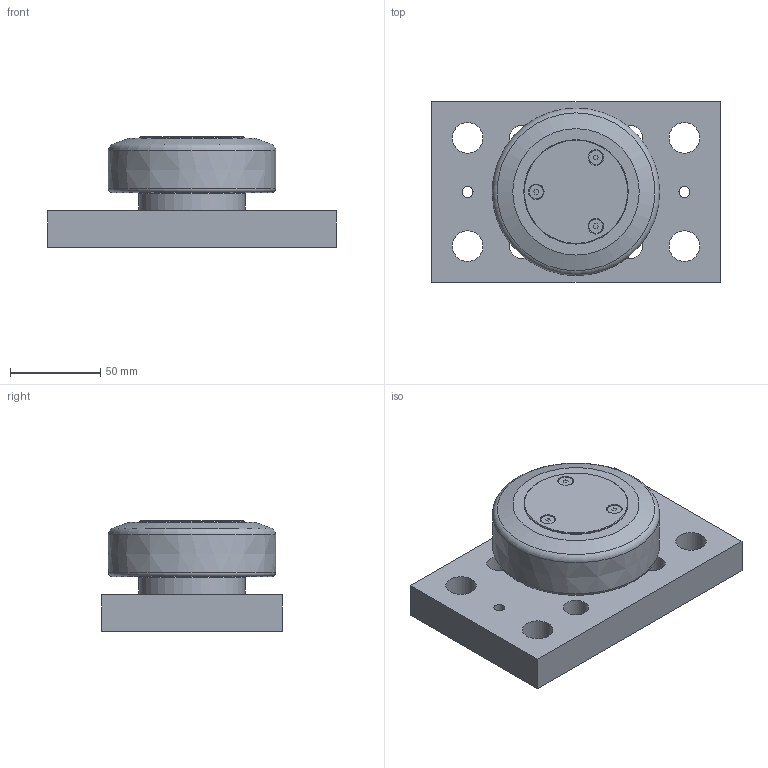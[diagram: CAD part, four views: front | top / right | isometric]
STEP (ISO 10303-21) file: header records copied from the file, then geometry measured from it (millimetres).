
FILE_DESCRIPTION(/* description */ ('-','CAx-IF Rec.Pracs.---Representation and Presentation of Product Manufacturing Information (PMI)---4.0---2014-10-13'),/* implementation_level */ '2;1');
FILE_NAME(/* name */ '0f6d4cb3-06ec-46ee-9fb2-7d48dc4c70e3.stp',/* time_stamp */ '2020-04-01T16:18:37+02:00',/* author */ ('-'),/* organization */ ('NTI CADcenter A/S'),/* preprocessor_version */ 'ST-DEVELOPER v18',/* originating_system */ 'Autodesk Inventor 2020',/* authorisation */ '-');
FILE_SCHEMA (('AP242_MANAGED_MODEL_BASED_3D_ENGINEERING_MIM_LF { 1 0 10303 442 1 1 4 }'));
Length unit declared in the file: millimetre
Products named in the file (1): PT 090.0460 BR1100_Kontur
Bounding box: 160 x 100 x 61 mm (x, y, z)
Volume: 505021.3 mm3; surface area: 66661.2 mm2
Topology: 1 solids, 1 shells, 70 faces, 172 edges, 119 vertices
Faces by surface type: plane 39, cylinder 20, cone 8, torus 2, bspline 1
Full cylindrical faces by diameter (mm): 4.917 x1, 6 x2, 7.8 x3, 8.6 x3, 13.835 x4, 17 x4, 55.3 x1, 57.8 x1, 59 x1
Entity records: 2221 total; most frequent: DIRECTION 390, CARTESIAN_POINT 388, ORIENTED_EDGE 344, EDGE_CURVE 172, AXIS2_PLACEMENT_3D 148, VERTEX_POINT 119, EDGE_LOOP 105, LINE 94
